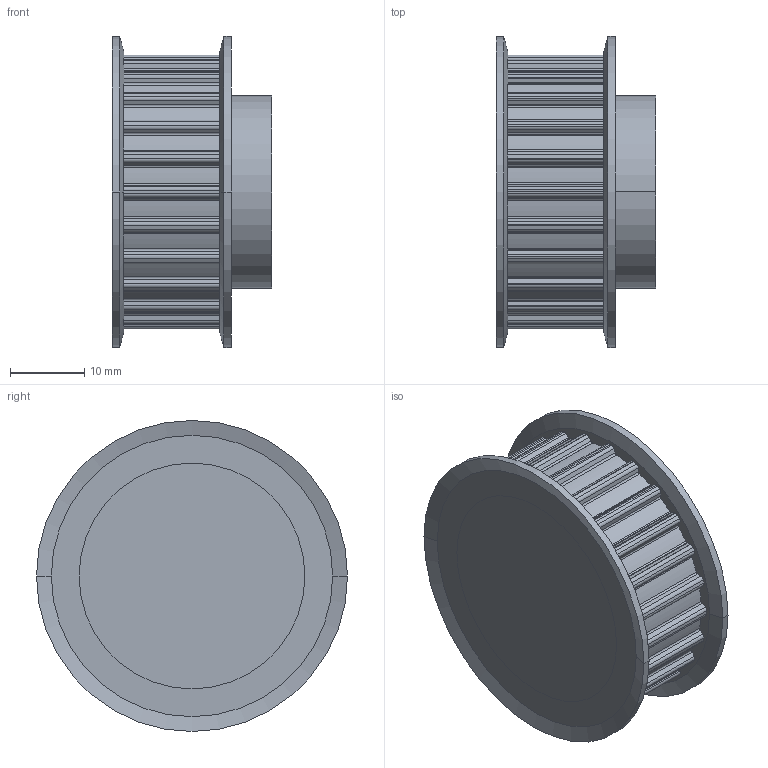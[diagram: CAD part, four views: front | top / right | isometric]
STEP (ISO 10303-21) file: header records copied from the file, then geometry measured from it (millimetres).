
FILE_DESCRIPTION(('HOOPS Exchange Step'),'2;1');
FILE_NAME('export-05F1FC51-F70E-48A3-A1E0-D36849B3ED40.stp','2024-01-29T11:42:25+01:00',('Engineering'),('Alibre'),'HOOPS Exchange 2021.0','Alibre','Unknown authorisation');
FILE_SCHEMA( ('AP242_MANAGED_MODEL_BASED_3D_ENGINEERING_MIM_LF {1 0 10303 442 1 1 4 }') );
Length unit declared in the file: millimetre
Products named in the file (3): 6568-1 AT5 Pulley 21-AT5 Z=24 for 10mm wide belts BODY; 6568-2 AT5 Pulley 21-AT5 Z=24 for 10mm wide belts FLANGE; 6568 AT5 Pulley 21-AT5 Z=24 for 10mm wide belts
Assembly tree (3 placements, depth 2):
  6568 AT5 Pulley 21-AT5 Z=24 for 10mm wide belts
    6568-1 AT5 Pulley 21-AT5 Z=24 for 10mm wide belts BODY
    6568-2 AT5 Pulley 21-AT5 Z=24 for 10mm wide belts FLANGE  x2
Bounding box: 21.54 x 42 x 42 mm (x, y, z)
Volume: 18864.1 mm3; surface area: 7610 mm2
Topology: 3 solids, 3 shells, 257 faces, 736 edges, 488 vertices
Faces by surface type: cylinder 192, plane 57, cone 8
Entity records: 8457 total; most frequent: DIRECTION 1608, CARTESIAN_POINT 1448, ORIENTED_EDGE 1432, EDGE_CURVE 716, AXIS2_PLACEMENT_3D 636, VERTEX_POINT 476, CIRCLE 380, VECTOR 336
